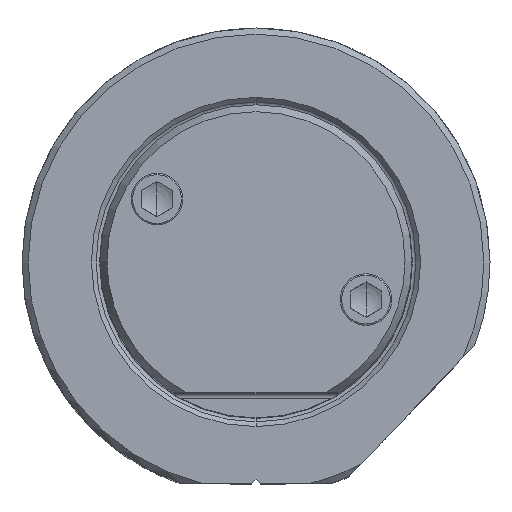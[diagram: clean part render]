
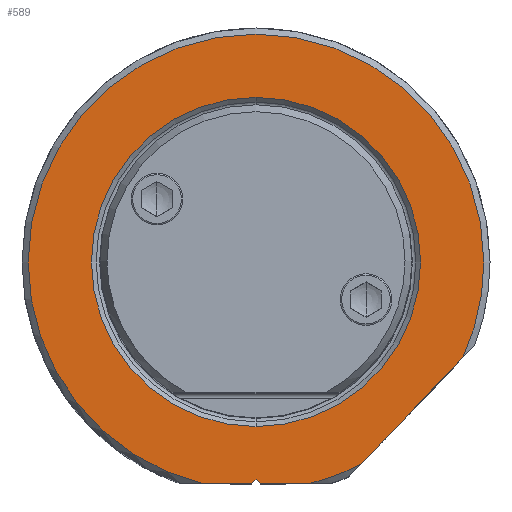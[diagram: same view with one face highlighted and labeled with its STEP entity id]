
A CAD part, top view. The second image highlights one B-rep face of the part: STEP entity #589.
In plain terms, the highlighted planar face has unit normal (0, 0, 1).
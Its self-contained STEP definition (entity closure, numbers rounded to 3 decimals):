
#114=PLANE('',#5669);
#589=ADVANCED_FACE('',(#922,#923),#114,.T.);
#922=FACE_BOUND('',#1015,.T.);
#923=FACE_BOUND('',#1016,.T.);
#1015=EDGE_LOOP('',(#2571,#2572,#2573,#2574,#2575,#2576,#2577,#2578,#2579));
#1016=EDGE_LOOP('',(#2580,#2581));
#1340=LINE('',#11676,#1643);
#1343=LINE('',#11702,#1646);
#1344=LINE('',#11704,#1647);
#1345=LINE('',#11706,#1648);
#1346=LINE('',#11708,#1649);
#1643=VECTOR('',#6511,1.);
#1646=VECTOR('',#6530,1.);
#1647=VECTOR('',#6531,1.);
#1648=VECTOR('',#6532,1.);
#1649=VECTOR('',#6533,1.);
#2571=ORIENTED_EDGE('',*,*,#4559,.T.);
#2572=ORIENTED_EDGE('',*,*,#4553,.T.);
#2573=ORIENTED_EDGE('',*,*,#4560,.T.);
#2574=ORIENTED_EDGE('',*,*,#4561,.T.);
#2575=ORIENTED_EDGE('',*,*,#4562,.T.);
#2576=ORIENTED_EDGE('',*,*,#4563,.F.);
#2577=ORIENTED_EDGE('',*,*,#4564,.T.);
#2578=ORIENTED_EDGE('',*,*,#4565,.T.);
#2579=ORIENTED_EDGE('',*,*,#4566,.F.);
#2580=ORIENTED_EDGE('',*,*,#4567,.T.);
#2581=ORIENTED_EDGE('',*,*,#4568,.T.);
#3936=VERTEX_POINT('',#11675);
#3937=VERTEX_POINT('',#11677);
#3940=VERTEX_POINT('',#11693);
#3941=VERTEX_POINT('',#11697);
#3942=VERTEX_POINT('',#11699);
#3943=VERTEX_POINT('',#11701);
#3944=VERTEX_POINT('',#11703);
#3945=VERTEX_POINT('',#11705);
#3946=VERTEX_POINT('',#11707);
#3947=VERTEX_POINT('',#11710);
#3948=VERTEX_POINT('',#11711);
#4553=EDGE_CURVE('',#3937,#3936,#1340,.T.);
#4559=EDGE_CURVE('',#3940,#3937,#5141,.T.);
#4560=EDGE_CURVE('',#3936,#3941,#5142,.T.);
#4561=EDGE_CURVE('',#3941,#3942,#5143,.T.);
#4562=EDGE_CURVE('',#3942,#3943,#5144,.T.);
#4563=EDGE_CURVE('',#3944,#3943,#1343,.T.);
#4564=EDGE_CURVE('',#3944,#3945,#1344,.T.);
#4565=EDGE_CURVE('',#3945,#3946,#1345,.T.);
#4566=EDGE_CURVE('',#3940,#3946,#1346,.T.);
#4567=EDGE_CURVE('',#3947,#3948,#5145,.T.);
#4568=EDGE_CURVE('',#3948,#3947,#5146,.T.);
#5141=CIRCLE('',#5662,18.55);
#5142=CIRCLE('',#5664,18.55);
#5143=CIRCLE('',#5665,18.55);
#5144=CIRCLE('',#5666,18.55);
#5145=CIRCLE('',#5667,13.4);
#5146=CIRCLE('',#5668,13.4);
#5662=AXIS2_PLACEMENT_3D('',#11694,#6520,#6521);
#5664=AXIS2_PLACEMENT_3D('',#11696,#6524,#6525);
#5665=AXIS2_PLACEMENT_3D('',#11698,#6526,#6527);
#5666=AXIS2_PLACEMENT_3D('',#11700,#6528,#6529);
#5667=AXIS2_PLACEMENT_3D('',#11709,#6534,#6535);
#5668=AXIS2_PLACEMENT_3D('',#11712,#6536,#6537);
#5669=AXIS2_PLACEMENT_3D('',#11713,#6538,#6539);
#6511=DIRECTION('',(0.691,0.723,0.));
#6520=DIRECTION('',(0.,0.,1.));
#6521=DIRECTION('',(0.231,-0.973,0.));
#6524=DIRECTION('',(0.,0.,1.));
#6525=DIRECTION('',(0.908,-0.42,0.));
#6526=DIRECTION('',(0.,0.,1.));
#6527=DIRECTION('',(1.,0.,0.));
#6528=DIRECTION('',(0.,0.,1.));
#6529=DIRECTION('',(-1.,0.,0.));
#6530=DIRECTION('',(-1.,0.,0.));
#6531=DIRECTION('',(0.707,0.707,0.));
#6532=DIRECTION('',(0.707,-0.707,0.));
#6533=DIRECTION('',(-1.,0.,0.));
#6534=DIRECTION('',(0.,0.,-1.));
#6535=DIRECTION('',(0.,1.,0.));
#6536=DIRECTION('',(0.,0.,-1.));
#6537=DIRECTION('',(0.,-1.,0.));
#6538=DIRECTION('',(0.,0.,1.));
#6539=DIRECTION('',(0.,1.,0.));
#11675=CARTESIAN_POINT('',(16.834,-7.791,0.));
#11676=CARTESIAN_POINT('',(8.527,-16.474,0.));
#11677=CARTESIAN_POINT('',(8.527,-16.474,0.));
#11693=CARTESIAN_POINT('',(4.278,-18.05,0.));
#11694=CARTESIAN_POINT('',(0.,0.,0.));
#11696=CARTESIAN_POINT('',(0.,0.,0.));
#11697=CARTESIAN_POINT('',(18.55,0.,0.));
#11698=CARTESIAN_POINT('',(0.,0.,0.));
#11699=CARTESIAN_POINT('',(-18.55,0.,0.));
#11700=CARTESIAN_POINT('',(0.,0.,0.));
#11701=CARTESIAN_POINT('',(-4.278,-18.05,0.));
#11702=CARTESIAN_POINT('',(-3.222,-18.05,0.));
#11703=CARTESIAN_POINT('',(-0.354,-18.05,0.));
#11704=CARTESIAN_POINT('',(-0.354,-18.05,0.));
#11705=CARTESIAN_POINT('',(0.,-17.696,0.));
#11706=CARTESIAN_POINT('',(0.,-17.696,0.));
#11707=CARTESIAN_POINT('',(0.354,-18.05,0.));
#11708=CARTESIAN_POINT('',(4.278,-18.05,0.));
#11709=CARTESIAN_POINT('',(0.,0.,0.));
#11710=CARTESIAN_POINT('',(0.,13.4,0.));
#11711=CARTESIAN_POINT('',(0.,-13.4,0.));
#11712=CARTESIAN_POINT('',(0.,0.,0.));
#11713=CARTESIAN_POINT('',(0.,0.25,0.));
